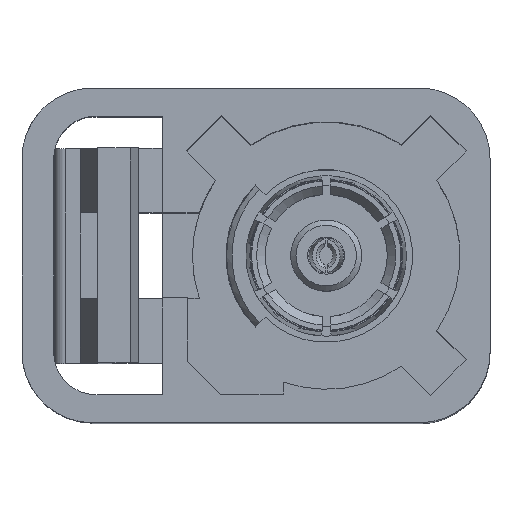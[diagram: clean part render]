
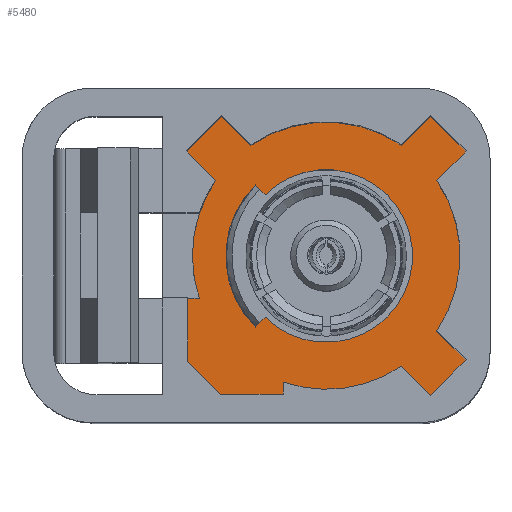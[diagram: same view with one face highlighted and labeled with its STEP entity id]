
A CAD part, top view. The second image highlights one B-rep face of the part: STEP entity #5480.
In plain terms, the highlighted planar face has unit normal (0, 0, 1).
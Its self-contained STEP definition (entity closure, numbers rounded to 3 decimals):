
#142=FACE_BOUND('',#490,.T.);
#207=FACE_OUTER_BOUND('',#489,.T.);
#489=EDGE_LOOP('',(#3509,#3510,#3511,#3512,#3513,#3514,#3515,#3516,#3517,
#3518,#3519,#3520,#3521,#3522,#3523,#3524,#3525,#3526));
#490=EDGE_LOOP('',(#3527,#3528,#3529,#3530));
#788=LINE('',#7757,#1374);
#789=LINE('',#7761,#1375);
#790=LINE('',#7763,#1376);
#791=LINE('',#7765,#1377);
#792=LINE('',#7769,#1378);
#793=LINE('',#7771,#1379);
#794=LINE('',#7773,#1380);
#795=LINE('',#7777,#1381);
#796=LINE('',#7779,#1382);
#797=LINE('',#7781,#1383);
#798=LINE('',#7785,#1384);
#799=LINE('',#7787,#1385);
#800=LINE('',#7789,#1386);
#801=LINE('',#7793,#1387);
#802=LINE('',#7794,#1388);
#803=LINE('',#7797,#1389);
#1374=VECTOR('',#6275,0.4);
#1375=VECTOR('',#6278,1.327);
#1376=VECTOR('',#6279,1.778);
#1377=VECTOR('',#6280,0.339);
#1378=VECTOR('',#6283,1.172);
#1379=VECTOR('',#6284,1.422);
#1380=VECTOR('',#6285,1.172);
#1381=VECTOR('',#6288,1.172);
#1382=VECTOR('',#6289,1.422);
#1383=VECTOR('',#6290,1.172);
#1384=VECTOR('',#6293,1.172);
#1385=VECTOR('',#6294,1.422);
#1386=VECTOR('',#6295,1.172);
#1387=VECTOR('',#6298,0.335);
#1388=VECTOR('',#6299,1.791);
#1389=VECTOR('',#6302,0.4);
#1968=CIRCLE('',#5792,2.45);
#1969=CIRCLE('',#5795,3.798);
#1970=CIRCLE('',#5796,3.798);
#1971=CIRCLE('',#5797,3.798);
#1972=CIRCLE('',#5798,3.798);
#1973=CIRCLE('',#5799,2.85);
#2137=VERTEX_POINT('',#7747);
#2138=VERTEX_POINT('',#7749);
#2140=VERTEX_POINT('',#7755);
#2141=VERTEX_POINT('',#7759);
#2142=VERTEX_POINT('',#7760);
#2143=VERTEX_POINT('',#7762);
#2144=VERTEX_POINT('',#7764);
#2145=VERTEX_POINT('',#7766);
#2146=VERTEX_POINT('',#7768);
#2147=VERTEX_POINT('',#7770);
#2148=VERTEX_POINT('',#7772);
#2149=VERTEX_POINT('',#7774);
#2150=VERTEX_POINT('',#7776);
#2151=VERTEX_POINT('',#7778);
#2152=VERTEX_POINT('',#7780);
#2153=VERTEX_POINT('',#7782);
#2154=VERTEX_POINT('',#7784);
#2155=VERTEX_POINT('',#7786);
#2156=VERTEX_POINT('',#7788);
#2157=VERTEX_POINT('',#7790);
#2158=VERTEX_POINT('',#7792);
#2159=VERTEX_POINT('',#7795);
#2676=EDGE_CURVE('',#2137,#2138,#1968,.T.);
#2680=EDGE_CURVE('',#2137,#2140,#788,.T.);
#2681=EDGE_CURVE('',#2141,#2142,#789,.T.);
#2682=EDGE_CURVE('',#2141,#2143,#790,.T.);
#2683=EDGE_CURVE('',#2143,#2144,#791,.T.);
#2684=EDGE_CURVE('',#2144,#2145,#1969,.T.);
#2685=EDGE_CURVE('',#2145,#2146,#792,.T.);
#2686=EDGE_CURVE('',#2146,#2147,#793,.T.);
#2687=EDGE_CURVE('',#2147,#2148,#794,.T.);
#2688=EDGE_CURVE('',#2148,#2149,#1970,.T.);
#2689=EDGE_CURVE('',#2149,#2150,#795,.T.);
#2690=EDGE_CURVE('',#2150,#2151,#796,.T.);
#2691=EDGE_CURVE('',#2151,#2152,#797,.T.);
#2692=EDGE_CURVE('',#2152,#2153,#1971,.T.);
#2693=EDGE_CURVE('',#2153,#2154,#798,.T.);
#2694=EDGE_CURVE('',#2154,#2155,#799,.T.);
#2695=EDGE_CURVE('',#2155,#2156,#800,.T.);
#2696=EDGE_CURVE('',#2156,#2157,#1972,.T.);
#2697=EDGE_CURVE('',#2157,#2158,#801,.T.);
#2698=EDGE_CURVE('',#2158,#2142,#802,.T.);
#2699=EDGE_CURVE('',#2140,#2159,#1973,.T.);
#2700=EDGE_CURVE('',#2159,#2138,#803,.T.);
#3509=ORIENTED_EDGE('',*,*,#2681,.F.);
#3510=ORIENTED_EDGE('',*,*,#2682,.T.);
#3511=ORIENTED_EDGE('',*,*,#2683,.T.);
#3512=ORIENTED_EDGE('',*,*,#2684,.T.);
#3513=ORIENTED_EDGE('',*,*,#2685,.T.);
#3514=ORIENTED_EDGE('',*,*,#2686,.T.);
#3515=ORIENTED_EDGE('',*,*,#2687,.T.);
#3516=ORIENTED_EDGE('',*,*,#2688,.T.);
#3517=ORIENTED_EDGE('',*,*,#2689,.T.);
#3518=ORIENTED_EDGE('',*,*,#2690,.T.);
#3519=ORIENTED_EDGE('',*,*,#2691,.T.);
#3520=ORIENTED_EDGE('',*,*,#2692,.T.);
#3521=ORIENTED_EDGE('',*,*,#2693,.T.);
#3522=ORIENTED_EDGE('',*,*,#2694,.T.);
#3523=ORIENTED_EDGE('',*,*,#2695,.T.);
#3524=ORIENTED_EDGE('',*,*,#2696,.T.);
#3525=ORIENTED_EDGE('',*,*,#2697,.T.);
#3526=ORIENTED_EDGE('',*,*,#2698,.T.);
#3527=ORIENTED_EDGE('',*,*,#2676,.F.);
#3528=ORIENTED_EDGE('',*,*,#2680,.T.);
#3529=ORIENTED_EDGE('',*,*,#2699,.T.);
#3530=ORIENTED_EDGE('',*,*,#2700,.T.);
#5122=PLANE('',#5794);
#5480=ADVANCED_FACE('',(#207,#142),#5122,.F.);
#5792=AXIS2_PLACEMENT_3D('',#7750,#6268,#6269);
#5794=AXIS2_PLACEMENT_3D('',#7758,#6276,#6277);
#5795=AXIS2_PLACEMENT_3D('',#7767,#6281,#6282);
#5796=AXIS2_PLACEMENT_3D('',#7775,#6286,#6287);
#5797=AXIS2_PLACEMENT_3D('',#7783,#6291,#6292);
#5798=AXIS2_PLACEMENT_3D('',#7791,#6296,#6297);
#5799=AXIS2_PLACEMENT_3D('',#7796,#6300,#6301);
#6268=DIRECTION('center_axis',(0.,0.,1.));
#6269=DIRECTION('ref_axis',(-0.707,-0.707,0.));
#6275=DIRECTION('',(-0.707,-0.707,0.));
#6276=DIRECTION('center_axis',(0.,0.,-1.));
#6277=DIRECTION('ref_axis',(1.,0.,0.));
#6278=DIRECTION('',(-0.707,0.707,0.));
#6279=DIRECTION('',(1.,0.,0.));
#6280=DIRECTION('',(0.,1.,0.));
#6281=DIRECTION('center_axis',(0.,0.,1.));
#6282=DIRECTION('ref_axis',(-0.321,-0.947,0.));
#6283=DIRECTION('',(0.707,-0.707,0.));
#6284=DIRECTION('',(0.707,0.707,0.));
#6285=DIRECTION('',(-0.707,0.707,0.));
#6286=DIRECTION('center_axis',(0.,0.,1.));
#6287=DIRECTION('ref_axis',(0.827,-0.562,0.));
#6288=DIRECTION('',(0.707,0.707,0.));
#6289=DIRECTION('',(-0.707,0.707,0.));
#6290=DIRECTION('',(-0.707,-0.707,0.));
#6291=DIRECTION('center_axis',(0.,0.,1.));
#6292=DIRECTION('ref_axis',(0.562,0.827,0.));
#6293=DIRECTION('',(-0.707,0.707,0.));
#6294=DIRECTION('',(-0.707,-0.707,0.));
#6295=DIRECTION('',(0.707,-0.707,0.));
#6296=DIRECTION('center_axis',(0.,0.,1.));
#6297=DIRECTION('ref_axis',(-0.827,0.562,0.));
#6298=DIRECTION('',(-1.,0.,0.));
#6299=DIRECTION('',(0.,-1.,0.));
#6300=DIRECTION('center_axis',(0.,0.,-1.));
#6301=DIRECTION('ref_axis',(-1.,0.,0.));
#6302=DIRECTION('',(0.707,-0.707,0.));
#7747=CARTESIAN_POINT('',(-1.732,-1.732,-2.2));
#7749=CARTESIAN_POINT('',(-1.732,1.732,-2.2));
#7750=CARTESIAN_POINT('Origin',(0.,0.,-2.2));
#7755=CARTESIAN_POINT('',(-2.015,-2.015,-2.2));
#7757=CARTESIAN_POINT('',(-1.732,-1.732,-2.2));
#7758=CARTESIAN_POINT('Origin',(-9.493,-6.474,-2.2));
#7759=CARTESIAN_POINT('',(-2.997,-3.936,-2.2));
#7760=CARTESIAN_POINT('',(-3.936,-2.997,-2.2));
#7761=CARTESIAN_POINT('',(-2.997,-3.936,-2.2));
#7762=CARTESIAN_POINT('',(-1.219,-3.936,-2.2));
#7763=CARTESIAN_POINT('',(-2.997,-3.936,-2.2));
#7764=CARTESIAN_POINT('',(-1.219,-3.596,-2.2));
#7765=CARTESIAN_POINT('',(-1.219,-3.936,-2.2));
#7766=CARTESIAN_POINT('',(2.135,-3.141,-2.2));
#7767=CARTESIAN_POINT('Origin',(0.,0.,-2.2));
#7768=CARTESIAN_POINT('',(2.963,-3.969,-2.2));
#7769=CARTESIAN_POINT('',(2.135,-3.141,-2.2));
#7770=CARTESIAN_POINT('',(3.969,-2.963,-2.2));
#7771=CARTESIAN_POINT('',(2.963,-3.969,-2.2));
#7772=CARTESIAN_POINT('',(3.141,-2.135,-2.2));
#7773=CARTESIAN_POINT('',(3.969,-2.963,-2.2));
#7774=CARTESIAN_POINT('',(3.141,2.135,-2.2));
#7775=CARTESIAN_POINT('Origin',(0.,0.,-2.2));
#7776=CARTESIAN_POINT('',(3.969,2.963,-2.2));
#7777=CARTESIAN_POINT('',(3.141,2.135,-2.2));
#7778=CARTESIAN_POINT('',(2.963,3.969,-2.2));
#7779=CARTESIAN_POINT('',(3.969,2.963,-2.2));
#7780=CARTESIAN_POINT('',(2.135,3.141,-2.2));
#7781=CARTESIAN_POINT('',(2.963,3.969,-2.2));
#7782=CARTESIAN_POINT('',(-2.135,3.141,-2.2));
#7783=CARTESIAN_POINT('Origin',(0.,0.,-2.2));
#7784=CARTESIAN_POINT('',(-2.963,3.969,-2.2));
#7785=CARTESIAN_POINT('',(-2.135,3.141,-2.2));
#7786=CARTESIAN_POINT('',(-3.969,2.963,-2.2));
#7787=CARTESIAN_POINT('',(-2.963,3.969,-2.2));
#7788=CARTESIAN_POINT('',(-3.141,2.135,-2.2));
#7789=CARTESIAN_POINT('',(-3.969,2.963,-2.2));
#7790=CARTESIAN_POINT('',(-3.601,-1.207,-2.2));
#7791=CARTESIAN_POINT('Origin',(0.,0.,-2.2));
#7792=CARTESIAN_POINT('',(-3.936,-1.207,-2.2));
#7793=CARTESIAN_POINT('',(-3.601,-1.207,-2.2));
#7794=CARTESIAN_POINT('',(-3.936,-1.207,-2.2));
#7795=CARTESIAN_POINT('',(-2.015,2.015,-2.2));
#7796=CARTESIAN_POINT('Origin',(0.,0.,-2.2));
#7797=CARTESIAN_POINT('',(-2.015,2.015,-2.2));
